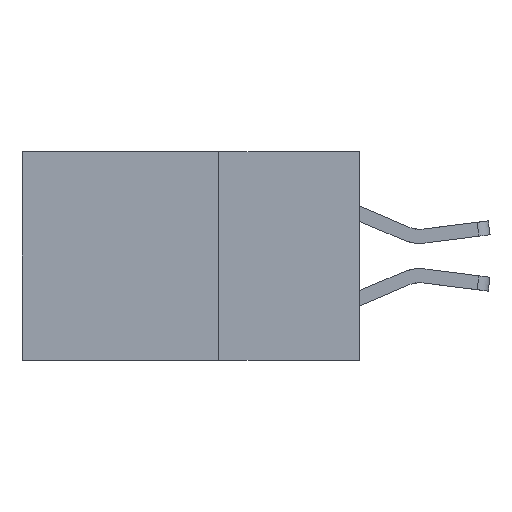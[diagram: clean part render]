
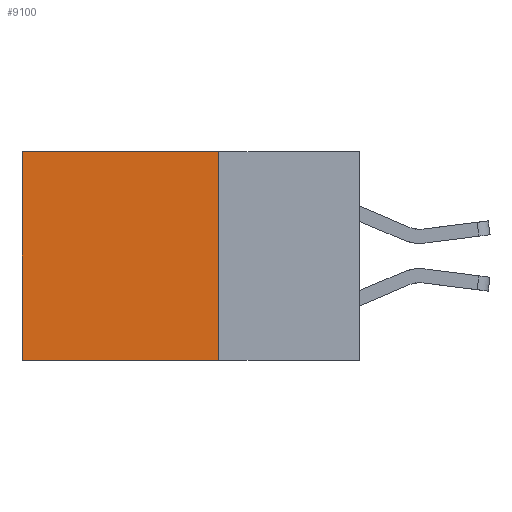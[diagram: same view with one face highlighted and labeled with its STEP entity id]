
A CAD part, left-side view. The second image highlights one B-rep face of the part: STEP entity #9100.
In plain terms, the highlighted planar face has unit normal (-1, 0, 0).
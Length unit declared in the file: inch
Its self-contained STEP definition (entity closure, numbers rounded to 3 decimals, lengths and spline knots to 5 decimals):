
#166 = LINE ( 'NONE', #11024, #5513 ) ;
#177 = LINE ( 'NONE', #4343, #9525 ) ;
#276 = DIRECTION ( 'NONE',  ( 0., 0., -1. ) ) ;
#903 = DIRECTION ( 'NONE',  ( 0., 1., 0. ) ) ;
#911 = ORIENTED_EDGE ( 'NONE', *, *, #4161, .F. ) ;
#1067 = EDGE_CURVE ( 'NONE', #10057, #7491, #177, .T. ) ;
#1690 = FACE_OUTER_BOUND ( 'NONE', #3122, .T. ) ;
#1838 = CARTESIAN_POINT ( 'NONE',  ( 0.2875, 0.25, 0. ) ) ;
#2069 = EDGE_CURVE ( 'NONE', #3027, #4663, #166, .T. ) ;
#2763 = CARTESIAN_POINT ( 'NONE',  ( 0.2875, 0.25, 0. ) ) ;
#2829 = ORIENTED_EDGE ( 'NONE', *, *, #10249, .T. ) ;
#3027 = VERTEX_POINT ( 'NONE', #10744 ) ;
#3122 = EDGE_LOOP ( 'NONE', ( #9368, #911, #8575, #2829 ) ) ;
#3148 = CARTESIAN_POINT ( 'NONE',  ( 0.2875, 0.6, -0.37 ) ) ;
#4161 = EDGE_CURVE ( 'NONE', #7491, #4663, #7390, .T. ) ;
#4343 = CARTESIAN_POINT ( 'NONE',  ( 0.2875, 0.25, 0. ) ) ;
#4463 = LINE ( 'NONE', #1838, #11699 ) ;
#4663 = VERTEX_POINT ( 'NONE', #3148 ) ;
#4800 = DIRECTION ( 'NONE',  ( 1., 0., 0. ) ) ;
#4999 = VECTOR ( 'NONE', #10816, 39.37008 ) ;
#5513 = VECTOR ( 'NONE', #8384, 39.37008 ) ;
#6662 = PLANE ( 'NONE',  #9519 ) ;
#7390 = LINE ( 'NONE', #9427, #4999 ) ;
#7491 = VERTEX_POINT ( 'NONE', #11289 ) ;
#7584 = CARTESIAN_POINT ( 'NONE',  ( 0.2875, 0.25, 0. ) ) ;
#8384 = DIRECTION ( 'NONE',  ( 0., 0., -1. ) ) ;
#8575 = ORIENTED_EDGE ( 'NONE', *, *, #1067, .F. ) ;
#9100 = ADVANCED_FACE ( 'NONE', ( #1690 ), #6662, .F. ) ;
#9368 = ORIENTED_EDGE ( 'NONE', *, *, #2069, .T. ) ;
#9427 = CARTESIAN_POINT ( 'NONE',  ( 0.2875, 0.25, -0.37 ) ) ;
#9519 = AXIS2_PLACEMENT_3D ( 'NONE', #7584, #4800, #276 ) ;
#9525 = VECTOR ( 'NONE', #9867, 39.37008 ) ;
#9867 = DIRECTION ( 'NONE',  ( 0., 0., -1. ) ) ;
#10057 = VERTEX_POINT ( 'NONE', #2763 ) ;
#10249 = EDGE_CURVE ( 'NONE', #10057, #3027, #4463, .T. ) ;
#10744 = CARTESIAN_POINT ( 'NONE',  ( 0.2875, 0.6, 0. ) ) ;
#10816 = DIRECTION ( 'NONE',  ( 0., 1., 0. ) ) ;
#11024 = CARTESIAN_POINT ( 'NONE',  ( 0.2875, 0.6, 0. ) ) ;
#11289 = CARTESIAN_POINT ( 'NONE',  ( 0.2875, 0.25, -0.37 ) ) ;
#11699 = VECTOR ( 'NONE', #903, 39.37008 ) ;
